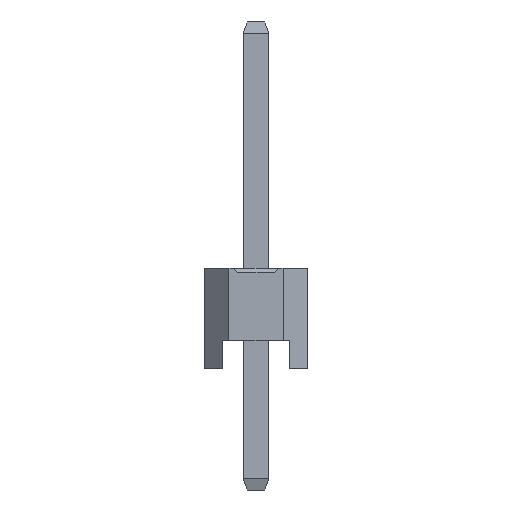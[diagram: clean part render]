
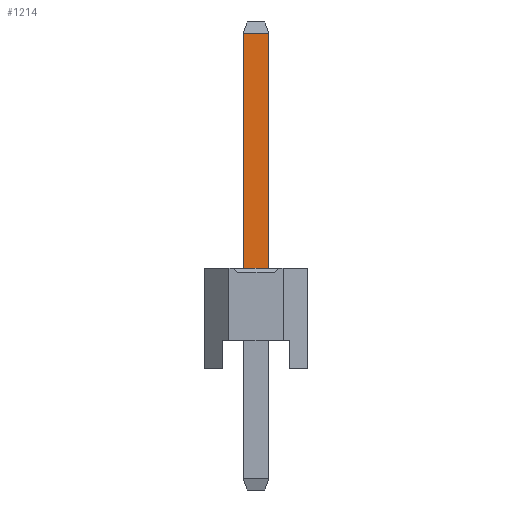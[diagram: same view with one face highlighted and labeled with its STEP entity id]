
A CAD part, left-side view. The second image highlights one B-rep face of the part: STEP entity #1214.
In plain terms, the highlighted planar face has unit normal (-1, 0, 0).
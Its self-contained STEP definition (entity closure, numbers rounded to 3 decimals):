
#1214=ADVANCED_FACE('',(#3138),#3140,.T.);
#3138=FACE_BOUND('',#3139,.T.);
#3139=EDGE_LOOP('',(#4649,#4650,#4651,#4652));
#3140=PLANE('',#3141);
#3141=AXIS2_PLACEMENT_3D('',#3142,#3143,#3144);
#3142=CARTESIAN_POINT('',(-0.32,0.32,-3.));
#3143=DIRECTION('',(-1.,0.,0.));
#3144=DIRECTION('',(0.,-1.,0.));
#4649=ORIENTED_EDGE('',*,*,#5532,.F.);
#4650=ORIENTED_EDGE('',*,*,#5527,.F.);
#4651=ORIENTED_EDGE('',*,*,#5244,.T.);
#4652=ORIENTED_EDGE('',*,*,#5531,.T.);
#5244=EDGE_CURVE('',#5990,#5994,#5996,.T.);
#5527=EDGE_CURVE('',#5990,#6418,#6421,.T.);
#5531=EDGE_CURVE('',#5994,#6425,#6427,.T.);
#5532=EDGE_CURVE('',#6418,#6425,#6428,.T.);
#5990=VERTEX_POINT('',#7270);
#5994=VERTEX_POINT('',#7278);
#5996=LINE('',#7282,#7283);
#6418=VERTEX_POINT('',#8266);
#6421=LINE('',#8273,#8274);
#6425=VERTEX_POINT('',#8283);
#6427=LINE('',#8287,#8288);
#6428=LINE('',#8290,#8291);
#7270=CARTESIAN_POINT('',(-0.32,0.32,2.5));
#7278=CARTESIAN_POINT('',(-0.32,-0.32,2.5));
#7282=CARTESIAN_POINT('',(-0.32,0.32,2.5));
#7283=VECTOR('',#7284,1.);
#7284=DIRECTION('',(0.,-1.,0.));
#8266=CARTESIAN_POINT('',(-0.32,0.32,8.325));
#8273=CARTESIAN_POINT('',(-0.32,0.32,2.5));
#8274=VECTOR('',#8275,1.);
#8275=DIRECTION('',(0.,0.,1.));
#8283=CARTESIAN_POINT('',(-0.32,-0.32,8.325));
#8287=CARTESIAN_POINT('',(-0.32,-0.32,2.5));
#8288=VECTOR('',#8289,1.);
#8289=DIRECTION('',(0.,0.,1.));
#8290=CARTESIAN_POINT('',(-0.32,0.32,8.325));
#8291=VECTOR('',#8292,1.);
#8292=DIRECTION('',(0.,-1.,0.));
